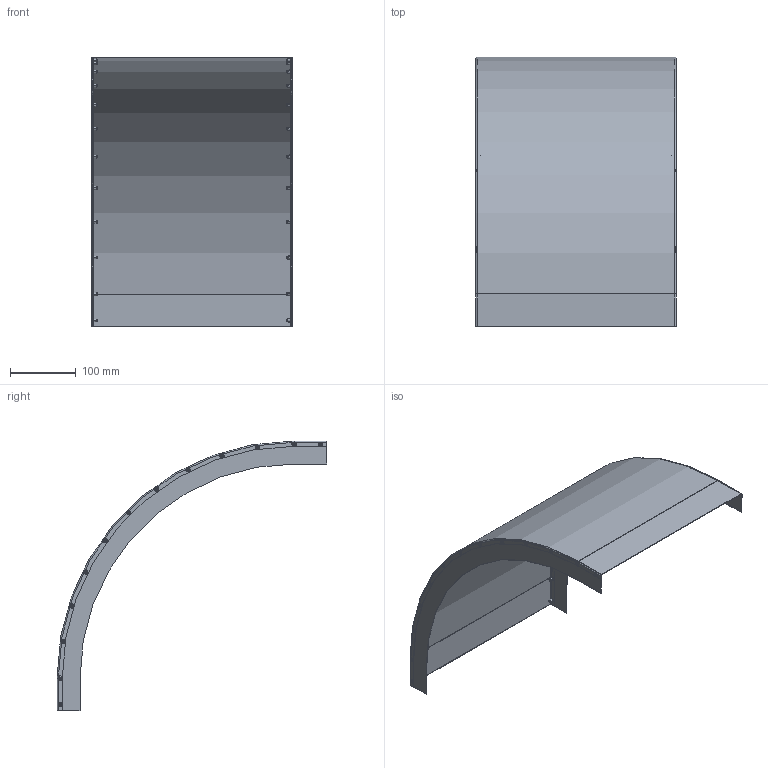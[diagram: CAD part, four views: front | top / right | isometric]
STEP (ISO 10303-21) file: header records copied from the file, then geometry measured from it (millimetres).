
FILE_DESCRIPTION (( 'STEP AP203' ), '1' );
FILE_NAME ('10-02-2400.STEP', '2013-05-06T09:12:58', ( 'asennus' ), ( '' ), 'SwSTEP 2.0', 'SolidWorks 2013', '' );
FILE_SCHEMA (( 'CONFIG_CONTROL_DESIGN' ));
Length unit declared in the file: millimetre
Products named in the file (1): 10-02-2400
Bounding box: 307.05 x 411 x 411 mm (x, y, z)
Volume: 256697.2 mm3; surface area: 518208.5 mm2
Topology: 29 solids, 29 shells, 622 faces, 1372 edges, 808 vertices
Faces by surface type: cylinder 224, torus 160, cone 104, plane 82, sphere 52
Entity records: 17621 total; most frequent: DIRECTION 3590, CARTESIAN_POINT 2803, ORIENTED_EDGE 2744, AXIS2_PLACEMENT_3D 1595, EDGE_CURVE 1372, CIRCLE 972, VERTEX_POINT 808, EDGE_LOOP 778
